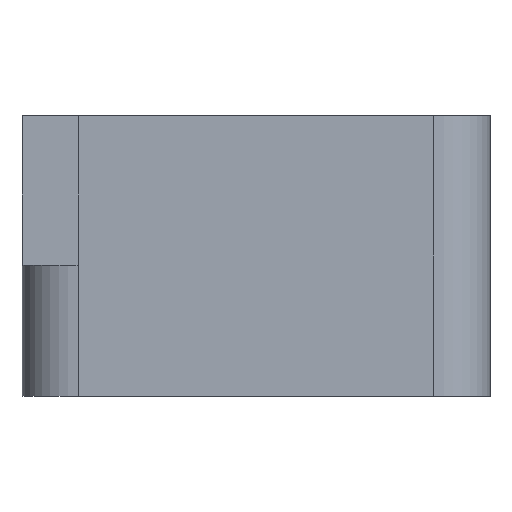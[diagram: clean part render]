
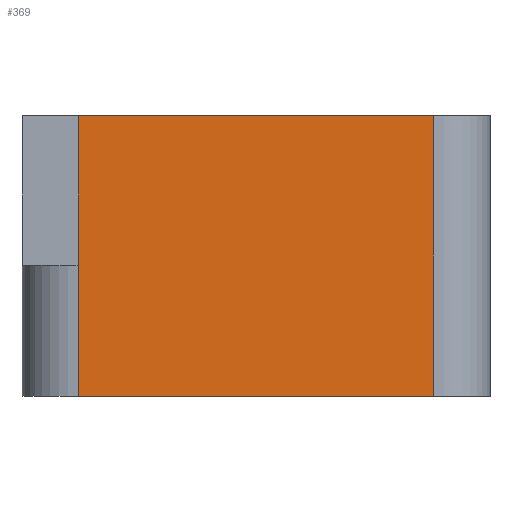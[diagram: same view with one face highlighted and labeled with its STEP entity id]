
A CAD part, front view. The second image highlights one B-rep face of the part: STEP entity #369.
In plain terms, the highlighted planar face has unit normal (0, -1, 0).
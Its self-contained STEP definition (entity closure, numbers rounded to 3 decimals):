
#48 = VERTEX_POINT('',#49);
#49 = CARTESIAN_POINT('',(-7.,-20.,0.));
#56 = EDGE_CURVE('',#57,#48,#59,.T.);
#57 = VERTEX_POINT('',#58);
#58 = CARTESIAN_POINT('',(12.,-20.,0.));
#59 = LINE('',#60,#61);
#60 = CARTESIAN_POINT('',(15.,-20.,0.));
#61 = VECTOR('',#62,1.);
#62 = DIRECTION('',(-1.,0.,0.));
#309 = EDGE_CURVE('',#57,#310,#312,.T.);
#310 = VERTEX_POINT('',#311);
#311 = CARTESIAN_POINT('',(12.,-20.,15.));
#312 = LINE('',#313,#314);
#313 = CARTESIAN_POINT('',(12.,-20.,0.));
#314 = VECTOR('',#315,1.);
#315 = DIRECTION('',(0.,0.,1.));
#369 = ADVANCED_FACE('',(#370),#396,.T.);
#370 = FACE_BOUND('',#371,.T.);
#371 = EDGE_LOOP('',(#372,#373,#374,#382,#390));
#372 = ORIENTED_EDGE('',*,*,#56,.F.);
#373 = ORIENTED_EDGE('',*,*,#309,.T.);
#374 = ORIENTED_EDGE('',*,*,#375,.T.);
#375 = EDGE_CURVE('',#310,#376,#378,.T.);
#376 = VERTEX_POINT('',#377);
#377 = CARTESIAN_POINT('',(-7.,-20.,15.));
#378 = LINE('',#379,#380);
#379 = CARTESIAN_POINT('',(15.,-20.,15.));
#380 = VECTOR('',#381,1.);
#381 = DIRECTION('',(-1.,0.,0.));
#382 = ORIENTED_EDGE('',*,*,#383,.F.);
#383 = EDGE_CURVE('',#384,#376,#386,.T.);
#384 = VERTEX_POINT('',#385);
#385 = CARTESIAN_POINT('',(-7.,-20.,7.));
#386 = LINE('',#387,#388);
#387 = CARTESIAN_POINT('',(-7.,-20.,7.));
#388 = VECTOR('',#389,1.);
#389 = DIRECTION('',(0.,0.,1.));
#390 = ORIENTED_EDGE('',*,*,#391,.F.);
#391 = EDGE_CURVE('',#48,#384,#392,.T.);
#392 = LINE('',#393,#394);
#393 = CARTESIAN_POINT('',(-7.,-20.,0.));
#394 = VECTOR('',#395,1.);
#395 = DIRECTION('',(0.,0.,1.));
#396 = PLANE('',#397);
#397 = AXIS2_PLACEMENT_3D('',#398,#399,#400);
#398 = CARTESIAN_POINT('',(2.8,-20.,7.2));
#399 = DIRECTION('',(-0.,-1.,-0.));
#400 = DIRECTION('',(0.,0.,-1.));
